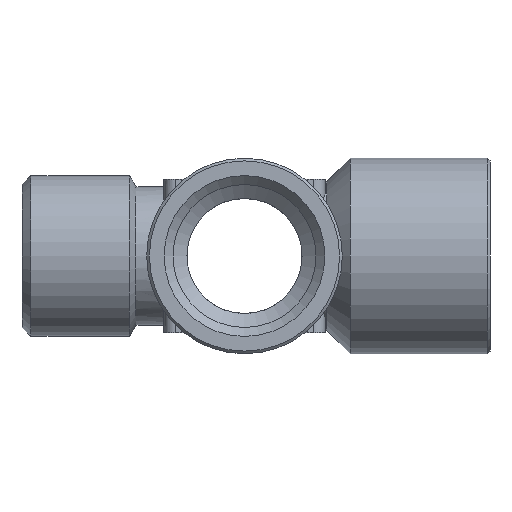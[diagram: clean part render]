
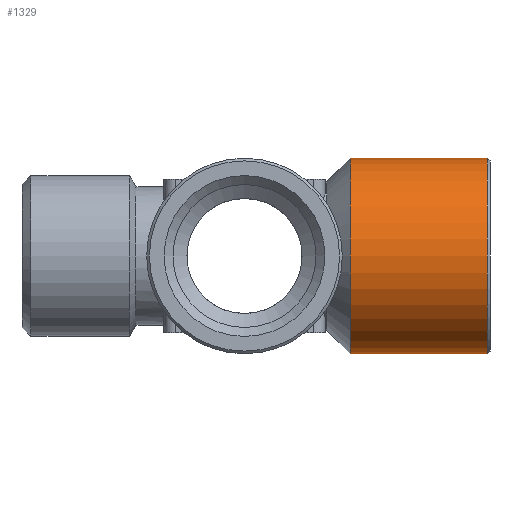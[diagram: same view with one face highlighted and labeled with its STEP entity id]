
A CAD part, front view. The second image highlights one B-rep face of the part: STEP entity #1329.
In plain terms, the highlighted cylindrical face has radius 12.75 mm (diameter 25.5 mm), a full revolution.
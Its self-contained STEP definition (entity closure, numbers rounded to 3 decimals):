
#295=CIRCLE('',#1452,12.75);
#296=CIRCLE('',#1454,12.75);
#412=ORIENTED_EDGE('',*,*,#779,.F.);
#413=ORIENTED_EDGE('',*,*,#778,.T.);
#778=EDGE_CURVE('',#963,#963,#295,.T.);
#779=EDGE_CURVE('',#964,#964,#296,.T.);
#963=VERTEX_POINT('',#2193);
#964=VERTEX_POINT('',#2196);
#1073=EDGE_LOOP('',(#412));
#1074=EDGE_LOOP('',(#413));
#1189=FACE_BOUND('',#1073,.T.);
#1190=FACE_BOUND('',#1074,.T.);
#1282=CYLINDRICAL_SURFACE('',#1453,12.75);
#1329=ADVANCED_FACE('',(#1189,#1190),#1282,.T.);
#1452=AXIS2_PLACEMENT_3D('',#2192,#1658,#1659);
#1453=AXIS2_PLACEMENT_3D('',#2194,#1660,#1661);
#1454=AXIS2_PLACEMENT_3D('',#2195,#1662,#1663);
#1658=DIRECTION('',(-1.,0.,0.));
#1659=DIRECTION('',(0.,0.,1.));
#1660=DIRECTION('',(-1.,0.,0.));
#1661=DIRECTION('',(0.,0.,1.));
#1662=DIRECTION('',(-1.,0.,0.));
#1663=DIRECTION('',(0.,0.,1.));
#2192=CARTESIAN_POINT('',(31.646,0.,0.));
#2193=CARTESIAN_POINT('',(31.646,0.,12.75));
#2194=CARTESIAN_POINT('',(0.,0.,0.));
#2195=CARTESIAN_POINT('',(13.8,0.,0.));
#2196=CARTESIAN_POINT('',(13.8,0.,12.75));
